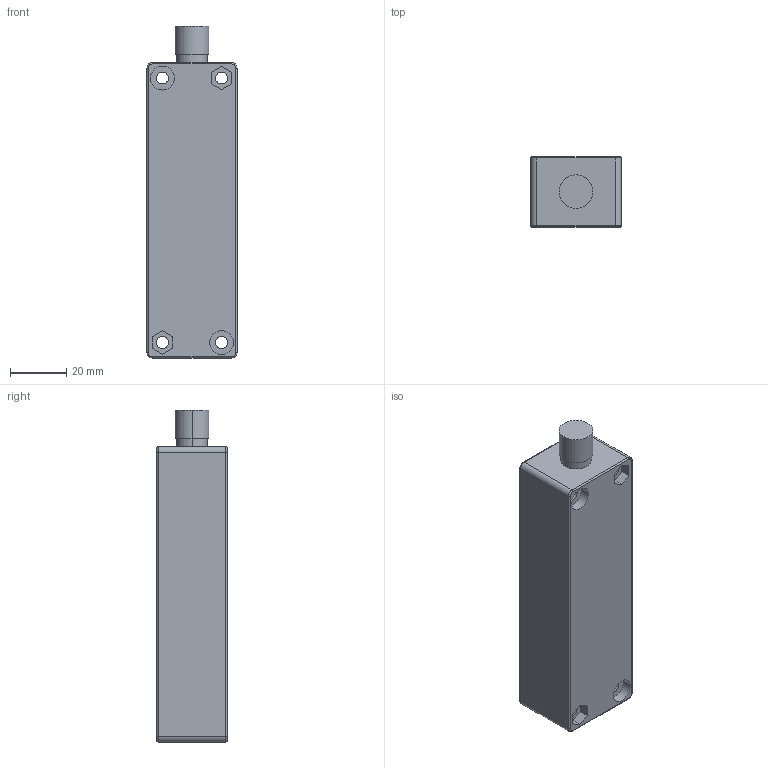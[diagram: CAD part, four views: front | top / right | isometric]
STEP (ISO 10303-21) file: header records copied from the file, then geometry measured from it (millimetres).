
FILE_DESCRIPTION((''),'2;1');
FILE_NAME('F54_D300854A','2006-01-03T',('Pepperl+Fuchs'),('Industriehansa'),'PRO/ENGINEER BY PARAMETRIC TECHNOLOGY CORPORATION, 2005290','PRO/ENGINEER BY PARAMETRIC TECHNOLOGY CORPORATION, 2005290','');
FILE_SCHEMA(('AUTOMOTIVE_DESIGN_CC2 { 1 2 10303 214 -1 1 5 2 }'));
Length unit declared in the file: millimetre
Products named in the file (1): F54_D300854A
Bounding box: 32 x 25 x 118 mm (x, y, z)
Volume: 82880.8 mm3; surface area: 15439.9 mm2
Topology: 1 solids, 1 shells, 80 faces, 206 edges, 152 vertices
Faces by surface type: plane 40, cylinder 32, torus 8
Entity records: 3209 total; most frequent: DIRECTION 444, CARTESIAN_POINT 407, ORIENTED_EDGE 376, PRESENTATION_STYLE_ASSIGNMENT 218, STYLED_ITEM 212, CURVE_STYLE 209, EDGE_CURVE 188, AXIS2_PLACEMENT_3D 157
